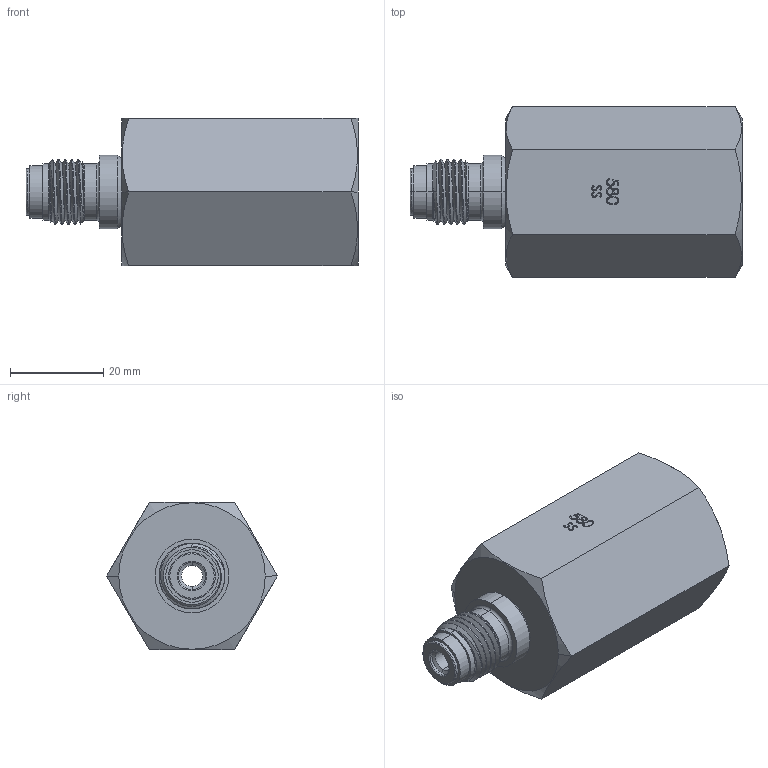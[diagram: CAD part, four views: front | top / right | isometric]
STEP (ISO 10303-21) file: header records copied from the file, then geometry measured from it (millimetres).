
FILE_DESCRIPTION (( 'STEP AP203' ), '1' );
FILE_NAME ('AD-580FSS-4MFS.STEP', '2025-10-28T12:02:25', ( '' ), ( '' ), 'SwSTEP 2.0', 'SolidWorks 2018', '' );
FILE_SCHEMA (( 'CONFIG_CONTROL_DESIGN' ));
Length unit declared in the file: inch
Products named in the file (3): PRT-001130; AD-580FSS-4MFS; PRT-001202
Assembly tree (2 placements, depth 2):
  AD-580FSS-4MFS
    PRT-001202
    PRT-001130
Bounding box: 71.35 x 36.66 x 31.75 mm (x, y, z)
Volume: 36740.9 mm3; surface area: 12645.8 mm2
Topology: 2 solids, 2 shells, 124 faces, 366 edges, 258 vertices
Faces by surface type: cylinder 48, cone 39, plane 22, bspline 9, torus 6
Entity records: 14444 total; most frequent: CARTESIAN_POINT 11139, ORIENTED_EDGE 732, DIRECTION 483, EDGE_CURVE 366, VERTEX_POINT 258, AXIS2_PLACEMENT_3D 191, B_SPLINE_CURVE_WITH_KNOTS 174, EDGE_LOOP 140
